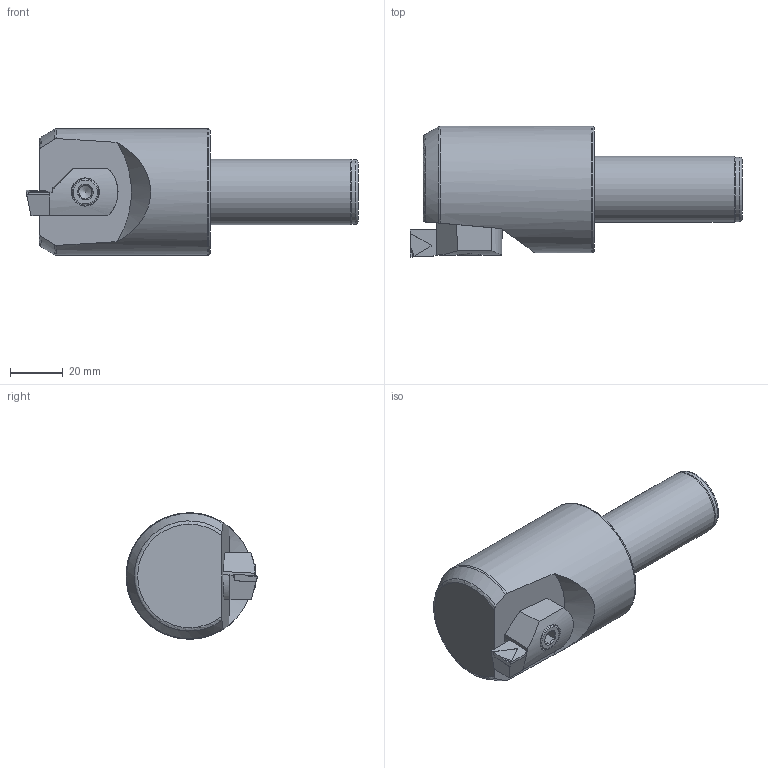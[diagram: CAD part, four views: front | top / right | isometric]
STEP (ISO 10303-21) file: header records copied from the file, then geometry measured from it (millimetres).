
FILE_DESCRIPTION(/* description */ (''),/* implementation_level */ '2;1');
FILE_NAME(/* name */ 'SET-52X80-ABHF-D52X80-WA25.stp',/* time_stamp */ '2023-10-18T16:05:09+03:00',/* author */ (''),/* organization */ (''),/* preprocessor_version */ 'ST-DEVELOPER v19.4',/* originating_system */ 'SIEMENS PLM Software NX2306.3001',/* authorisation */ '');
FILE_SCHEMA (('AP203_CONFIGURATION_CONTROLLED_3D_DESIGN_OF_MECHANICAL_PARTS_AND_ASSEMBLIES_MIM_LF { 1 0 10303 403 2 1 2}'));
Length unit declared in the file: millimetre
Products named in the file (1): SET-52X80-ABHF-D52X80-WA25
Bounding box: 126.03 x 50 x 48 mm (x, y, z)
Volume: 138433.5 mm3; surface area: 18868.6 mm2
Topology: 2 solids, 3 shells, 74 faces, 185 edges, 118 vertices
Faces by surface type: plane 41, cylinder 15, cone 9, torus 6, bspline 3
Full cylindrical faces by diameter (mm): 5.9 x4, 6.1 x1, 9.9 x1, 10.7 x1, 24.5 x1, 25 x1, 48 x1
Entity records: 5072 total; most frequent: CARTESIAN_POINT 3484, DIRECTION 301, ORIENTED_EDGE 294, EDGE_CURVE 147, AXIS2_PLACEMENT_3D 112, VERTEX_POINT 103, EDGE_LOOP 91, LINE 77
